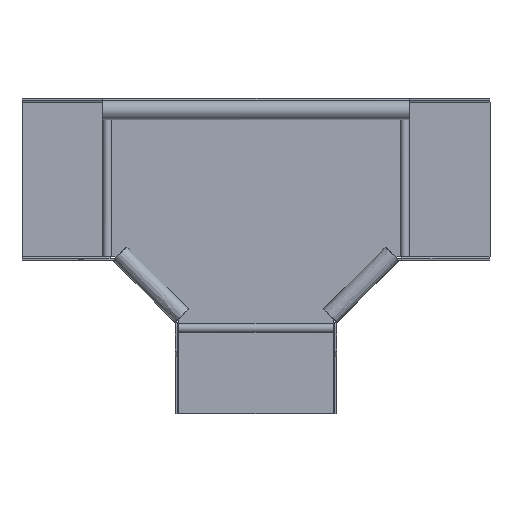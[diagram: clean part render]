
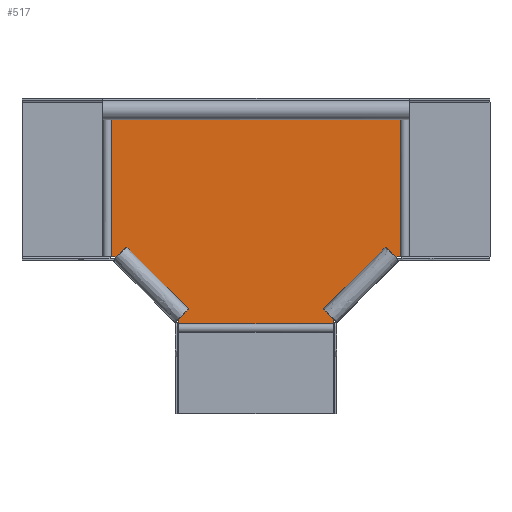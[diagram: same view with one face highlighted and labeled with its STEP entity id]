
A CAD part, top view. The second image highlights one B-rep face of the part: STEP entity #517.
In plain terms, the highlighted planar face has unit normal (0, 0, 1).
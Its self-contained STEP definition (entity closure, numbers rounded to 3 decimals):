
#517=ADVANCED_FACE('',(#974),#7265,.T.);
#974=FACE_OUTER_BOUND('',#1452,.T.);
#1452=EDGE_LOOP('',(#3686,#3687,#3688,#3689,#3690,#3691,#3692,#3693,#3694,
#3695));
#3686=ORIENTED_EDGE('',*,*,#4904,.F.);
#3687=ORIENTED_EDGE('',*,*,#4921,.F.);
#3688=ORIENTED_EDGE('',*,*,#4913,.F.);
#3689=ORIENTED_EDGE('',*,*,#4937,.F.);
#3690=ORIENTED_EDGE('',*,*,#4943,.F.);
#3691=ORIENTED_EDGE('',*,*,#4946,.F.);
#3692=ORIENTED_EDGE('',*,*,#4944,.F.);
#3693=ORIENTED_EDGE('',*,*,#4947,.F.);
#3694=ORIENTED_EDGE('',*,*,#4945,.F.);
#3695=ORIENTED_EDGE('',*,*,#4934,.F.);
#4904=EDGE_CURVE('',#6863,#6862,#6120,.T.);
#4913=EDGE_CURVE('',#6873,#6872,#6125,.T.);
#4921=EDGE_CURVE('',#6872,#6863,#6130,.T.);
#4934=EDGE_CURVE('',#6862,#6881,#6138,.T.);
#4937=EDGE_CURVE('',#6882,#6873,#6141,.T.);
#4943=EDGE_CURVE('',#6888,#6882,#6147,.T.);
#4944=EDGE_CURVE('',#6889,#6890,#6148,.T.);
#4945=EDGE_CURVE('',#6881,#6891,#6149,.T.);
#4946=EDGE_CURVE('',#6890,#6888,#6150,.T.);
#4947=EDGE_CURVE('',#6891,#6889,#6151,.T.);
#6120=B_SPLINE_CURVE_WITH_KNOTS('',1,(#19340,#19341),.UNSPECIFIED.,.F.,
 .F.,(2,2),(-1.972,0.),.UNSPECIFIED.);
#6125=B_SPLINE_CURVE_WITH_KNOTS('',1,(#19366,#19367),.UNSPECIFIED.,.F.,
 .F.,(2,2),(-1.972,0.),.UNSPECIFIED.);
#6130=B_SPLINE_CURVE_WITH_KNOTS('',1,(#19389,#19390),.UNSPECIFIED.,.F.,
 .F.,(2,2),(0.,98.5),.UNSPECIFIED.);
#6138=B_SPLINE_CURVE_WITH_KNOTS('',1,(#19420,#19421),.UNSPECIFIED.,.F.,
 .F.,(2,2),(0.,58.053),.UNSPECIFIED.);
#6141=B_SPLINE_CURVE_WITH_KNOTS('',1,(#19426,#19427),.UNSPECIFIED.,.F.,
 .F.,(2,2),(0.,58.053),.UNSPECIFIED.);
#6147=B_SPLINE_CURVE_WITH_KNOTS('',1,(#19438,#19439),.UNSPECIFIED.,.F.,
 .F.,(2,2),(-1.972,0.),.UNSPECIFIED.);
#6148=B_SPLINE_CURVE_WITH_KNOTS('',1,(#19440,#19441),.UNSPECIFIED.,.F.,
 .F.,(2,2),(0.,184.543),.UNSPECIFIED.);
#6149=B_SPLINE_CURVE_WITH_KNOTS('',1,(#19442,#19443),.UNSPECIFIED.,.F.,
 .F.,(2,2),(-1.972,0.),.UNSPECIFIED.);
#6150=B_SPLINE_CURVE_WITH_KNOTS('',1,(#19444,#19445),.UNSPECIFIED.,.F.,
 .F.,(2,2),(0.,98.5),.UNSPECIFIED.);
#6151=B_SPLINE_CURVE_WITH_KNOTS('',1,(#19446,#19447),.UNSPECIFIED.,.F.,
 .F.,(2,2),(-98.5,0.),.UNSPECIFIED.);
#6862=VERTEX_POINT('',#19266);
#6863=VERTEX_POINT('',#19267);
#6872=VERTEX_POINT('',#19276);
#6873=VERTEX_POINT('',#19277);
#6881=VERTEX_POINT('',#19285);
#6882=VERTEX_POINT('',#19286);
#6888=VERTEX_POINT('',#19292);
#6889=VERTEX_POINT('',#19293);
#6890=VERTEX_POINT('',#19294);
#6891=VERTEX_POINT('',#19295);
#7265=PLANE('',#7683);
#7683=AXIS2_PLACEMENT_3D('',#19032,#7963,$);
#7963=DIRECTION('',(0.,0.,1.));
#19032=CARTESIAN_POINT('',(110.727,43.175,1.25));
#19266=CARTESIAN_POINT('',(-49.25,59.3,1.25));
#19267=CARTESIAN_POINT('',(-49.25,57.328,1.25));
#19276=CARTESIAN_POINT('',(49.25,57.328,1.25));
#19277=CARTESIAN_POINT('',(49.25,59.3,1.25));
#19285=CARTESIAN_POINT('',(-90.3,100.35,1.25));
#19286=CARTESIAN_POINT('',(90.3,100.35,1.25));
#19292=CARTESIAN_POINT('',(92.272,100.35,1.25));
#19293=CARTESIAN_POINT('',(-92.272,198.85,1.25));
#19294=CARTESIAN_POINT('',(92.272,198.85,1.25));
#19295=CARTESIAN_POINT('',(-92.272,100.35,1.25));
#19340=CARTESIAN_POINT('',(-49.25,57.328,1.25));
#19341=CARTESIAN_POINT('',(-49.25,59.3,1.25));
#19366=CARTESIAN_POINT('',(49.25,59.3,1.25));
#19367=CARTESIAN_POINT('',(49.25,57.328,1.25));
#19389=CARTESIAN_POINT('',(49.25,57.328,1.25));
#19390=CARTESIAN_POINT('',(-49.25,57.328,1.25));
#19420=CARTESIAN_POINT('',(-49.25,59.3,1.25));
#19421=CARTESIAN_POINT('',(-90.3,100.35,1.25));
#19426=CARTESIAN_POINT('',(90.3,100.35,1.25));
#19427=CARTESIAN_POINT('',(49.25,59.3,1.25));
#19438=CARTESIAN_POINT('',(92.272,100.35,1.25));
#19439=CARTESIAN_POINT('',(90.3,100.35,1.25));
#19440=CARTESIAN_POINT('',(-92.272,198.85,1.25));
#19441=CARTESIAN_POINT('',(92.272,198.85,1.25));
#19442=CARTESIAN_POINT('',(-90.3,100.35,1.25));
#19443=CARTESIAN_POINT('',(-92.272,100.35,1.25));
#19444=CARTESIAN_POINT('',(92.272,198.85,1.25));
#19445=CARTESIAN_POINT('',(92.272,100.35,1.25));
#19446=CARTESIAN_POINT('',(-92.272,100.35,1.25));
#19447=CARTESIAN_POINT('',(-92.272,198.85,1.25));
